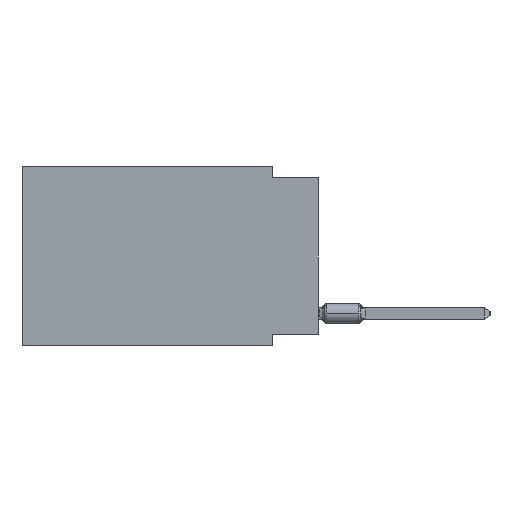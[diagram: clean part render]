
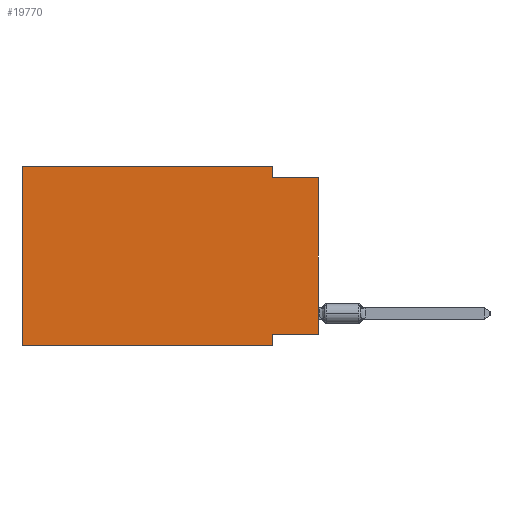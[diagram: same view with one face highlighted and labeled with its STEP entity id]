
A CAD part, left-side view. The second image highlights one B-rep face of the part: STEP entity #19770.
In plain terms, the highlighted planar face has unit normal (-1, 0, 0).
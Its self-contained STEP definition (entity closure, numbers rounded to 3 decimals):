
#282 = CARTESIAN_POINT ( 'NONE',  ( 0., 16.383, 0. ) ) ;
#738 = VERTEX_POINT ( 'NONE', #21794 ) ;
#843 = CARTESIAN_POINT ( 'NONE',  ( 0., 2.54, 0. ) ) ;
#1356 = LINE ( 'NONE', #24372, #33230 ) ;
#2979 = ORIENTED_EDGE ( 'NONE', *, *, #13113, .F. ) ;
#4170 = FACE_OUTER_BOUND ( 'NONE', #19688, .T. ) ;
#4255 = VERTEX_POINT ( 'NONE', #41634 ) ;
#4717 = DIRECTION ( 'NONE',  ( 0., -1., 0. ) ) ;
#5356 = VECTOR ( 'NONE', #40474, 1000. ) ;
#6117 = DIRECTION ( 'NONE',  ( 0., -1., 0. ) ) ;
#7539 = CARTESIAN_POINT ( 'NONE',  ( 0., 16.383, 0. ) ) ;
#7621 = DIRECTION ( 'NONE',  ( 0., 0., 1. ) ) ;
#8108 = CARTESIAN_POINT ( 'NONE',  ( 0., 16.383, 0. ) ) ;
#9829 = VECTOR ( 'NONE', #40166, 1000. ) ;
#10881 = ORIENTED_EDGE ( 'NONE', *, *, #22190, .F. ) ;
#12462 = VECTOR ( 'NONE', #39181, 1000. ) ;
#13113 = EDGE_CURVE ( 'NONE', #13259, #46585, #20264, .T. ) ;
#13259 = VERTEX_POINT ( 'NONE', #29056 ) ;
#13853 = CARTESIAN_POINT ( 'NONE',  ( 0., 16.383, -9.906 ) ) ;
#14525 = CARTESIAN_POINT ( 'NONE',  ( 0., 2.54, -9.906 ) ) ;
#16304 = PLANE ( 'NONE',  #44464 ) ;
#16479 = EDGE_CURVE ( 'NONE', #738, #46585, #29391, .T. ) ;
#16517 = EDGE_CURVE ( 'NONE', #40079, #50254, #49301, .T. ) ;
#16921 = EDGE_CURVE ( 'NONE', #4255, #50254, #25195, .T. ) ;
#17257 = ORIENTED_EDGE ( 'NONE', *, *, #16479, .T. ) ;
#17958 = EDGE_CURVE ( 'NONE', #738, #4255, #40736, .T. ) ;
#18004 = CARTESIAN_POINT ( 'NONE',  ( 0., 0., 0. ) ) ;
#19054 = VERTEX_POINT ( 'NONE', #37657 ) ;
#19517 = CARTESIAN_POINT ( 'NONE',  ( 0., 0., -0.635 ) ) ;
#19688 = EDGE_LOOP ( 'NONE', ( #17257, #2979, #51048, #10881, #44889, #31153, #36412, #49366 ) ) ;
#19748 = LINE ( 'NONE', #843, #9829 ) ;
#19770 = ADVANCED_FACE ( 'NONE', ( #4170 ), #16304, .F. ) ;
#20137 = VECTOR ( 'NONE', #6117, 1000. ) ;
#20264 = LINE ( 'NONE', #19517, #12462 ) ;
#20404 = VERTEX_POINT ( 'NONE', #7539 ) ;
#21154 = EDGE_CURVE ( 'NONE', #40079, #20404, #35041, .T. ) ;
#21556 = VECTOR ( 'NONE', #7621, 1000. ) ;
#21794 = CARTESIAN_POINT ( 'NONE',  ( 0., 0., -9.271 ) ) ;
#21831 = CARTESIAN_POINT ( 'NONE',  ( 0., 2.54, -9.906 ) ) ;
#22190 = EDGE_CURVE ( 'NONE', #20404, #19054, #1356, .T. ) ;
#24372 = CARTESIAN_POINT ( 'NONE',  ( 0., 16.383, 0. ) ) ;
#25195 = LINE ( 'NONE', #21831, #45738 ) ;
#29056 = CARTESIAN_POINT ( 'NONE',  ( 0., 2.54, -0.635 ) ) ;
#29391 = LINE ( 'NONE', #18004, #30022 ) ;
#29911 = DIRECTION ( 'NONE',  ( 0., 0., 1. ) ) ;
#30022 = VECTOR ( 'NONE', #29911, 1000. ) ;
#31153 = ORIENTED_EDGE ( 'NONE', *, *, #16517, .T. ) ;
#33230 = VECTOR ( 'NONE', #4717, 1000. ) ;
#33395 = CARTESIAN_POINT ( 'NONE',  ( 0., 16.383, -9.906 ) ) ;
#35041 = LINE ( 'NONE', #8108, #21556 ) ;
#35472 = DIRECTION ( 'NONE',  ( 1., 0., 0. ) ) ;
#35728 = DIRECTION ( 'NONE',  ( 0., 0., -1. ) ) ;
#36326 = CARTESIAN_POINT ( 'NONE',  ( 0., 0., -9.271 ) ) ;
#36412 = ORIENTED_EDGE ( 'NONE', *, *, #16921, .F. ) ;
#37657 = CARTESIAN_POINT ( 'NONE',  ( 0., 2.54, 0. ) ) ;
#39181 = DIRECTION ( 'NONE',  ( 0., -1., 0. ) ) ;
#39592 = CARTESIAN_POINT ( 'NONE',  ( 0., 0., -0.635 ) ) ;
#40079 = VERTEX_POINT ( 'NONE', #33395 ) ;
#40166 = DIRECTION ( 'NONE',  ( 0., 0., -1. ) ) ;
#40474 = DIRECTION ( 'NONE',  ( 0., 1., 0. ) ) ;
#40736 = LINE ( 'NONE', #36326, #5356 ) ;
#40985 = DIRECTION ( 'NONE',  ( 0., 0., -1. ) ) ;
#41634 = CARTESIAN_POINT ( 'NONE',  ( 0., 2.54, -9.271 ) ) ;
#44464 = AXIS2_PLACEMENT_3D ( 'NONE', #282, #35472, #35728 ) ;
#44889 = ORIENTED_EDGE ( 'NONE', *, *, #21154, .F. ) ;
#45738 = VECTOR ( 'NONE', #40985, 1000. ) ;
#46585 = VERTEX_POINT ( 'NONE', #39592 ) ;
#47103 = EDGE_CURVE ( 'NONE', #19054, #13259, #19748, .T. ) ;
#49301 = LINE ( 'NONE', #13853, #20137 ) ;
#49366 = ORIENTED_EDGE ( 'NONE', *, *, #17958, .F. ) ;
#50254 = VERTEX_POINT ( 'NONE', #14525 ) ;
#51048 = ORIENTED_EDGE ( 'NONE', *, *, #47103, .F. ) ;
